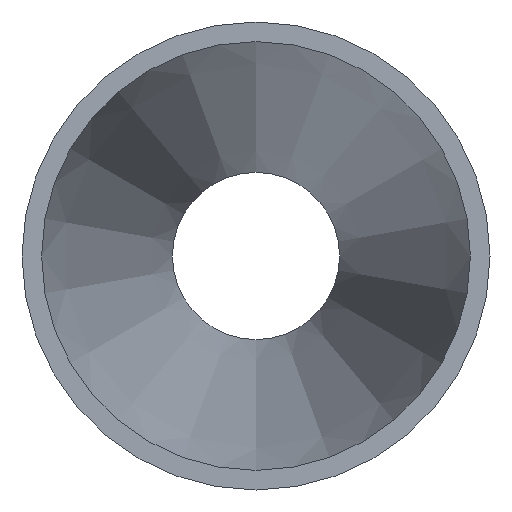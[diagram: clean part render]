
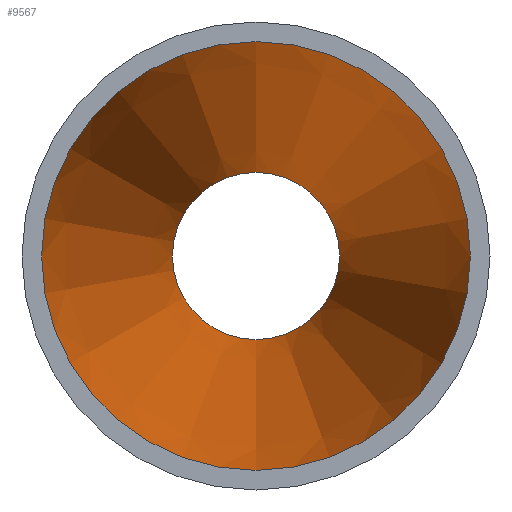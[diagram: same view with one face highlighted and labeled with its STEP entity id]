
A CAD part, front view. The second image highlights one B-rep face of the part: STEP entity #9567.
In plain terms, the highlighted conical face has half-angle 9.462 degrees and reference radius 22.122 mm.
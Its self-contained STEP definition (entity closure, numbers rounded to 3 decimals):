
#364 = FACE_BOUND ( 'NONE', #14670, .T. ) ;
#587 = CIRCLE ( 'NONE', #7904, 8.622 ) ;
#2612 = CARTESIAN_POINT ( 'NONE',  ( 0., 81., -8.622 ) ) ;
#3085 = CARTESIAN_POINT ( 'NONE',  ( 0., 0., 0. ) ) ;
#3851 = AXIS2_PLACEMENT_3D ( 'NONE', #3085, #11680, #9243 ) ;
#3866 = ORIENTED_EDGE ( 'NONE', *, *, #5208, .T. ) ;
#4109 = CARTESIAN_POINT ( 'NONE',  ( 0., 0., -22.122 ) ) ;
#5208 = EDGE_CURVE ( 'NONE', #8613, #8613, #11897, .T. ) ;
#6321 = EDGE_CURVE ( 'NONE', #13411, #13411, #587, .T. ) ;
#7904 = AXIS2_PLACEMENT_3D ( 'NONE', #14165, #11822, #10514 ) ;
#8613 = VERTEX_POINT ( 'NONE', #4109 ) ;
#8890 = CONICAL_SURFACE ( 'NONE', #14895, 22.122, 0.165 ) ;
#9243 = DIRECTION ( 'NONE',  ( 0., 0., -1. ) ) ;
#9567 = ADVANCED_FACE ( 'NONE', ( #364, #12340 ), #8890, .F. ) ;
#10514 = DIRECTION ( 'NONE',  ( 0., 0., -1. ) ) ;
#10982 = ORIENTED_EDGE ( 'NONE', *, *, #6321, .F. ) ;
#11344 = DIRECTION ( 'NONE',  ( 0., 0., -1. ) ) ;
#11425 = DIRECTION ( 'NONE',  ( 0., -1., 0. ) ) ;
#11680 = DIRECTION ( 'NONE',  ( 0., -1., 0. ) ) ;
#11822 = DIRECTION ( 'NONE',  ( 0., -1., 0. ) ) ;
#11897 = CIRCLE ( 'NONE', #3851, 22.122 ) ;
#12263 = CARTESIAN_POINT ( 'NONE',  ( 0., 0., 0. ) ) ;
#12340 = FACE_OUTER_BOUND ( 'NONE', #15327, .T. ) ;
#13411 = VERTEX_POINT ( 'NONE', #2612 ) ;
#14165 = CARTESIAN_POINT ( 'NONE',  ( 0., 81., 0. ) ) ;
#14670 = EDGE_LOOP ( 'NONE', ( #10982 ) ) ;
#14895 = AXIS2_PLACEMENT_3D ( 'NONE', #12263, #11425, #11344 ) ;
#15327 = EDGE_LOOP ( 'NONE', ( #3866 ) ) ;
